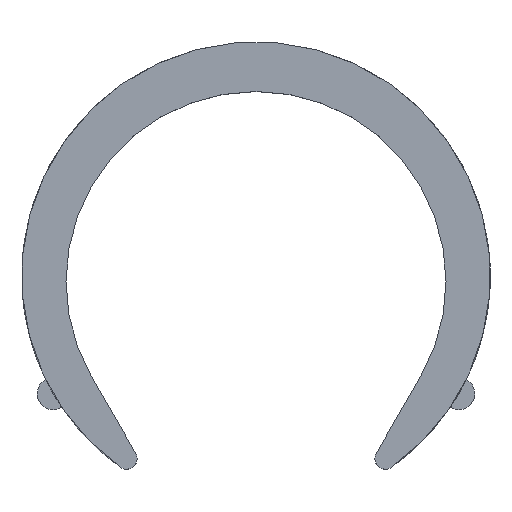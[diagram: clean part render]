
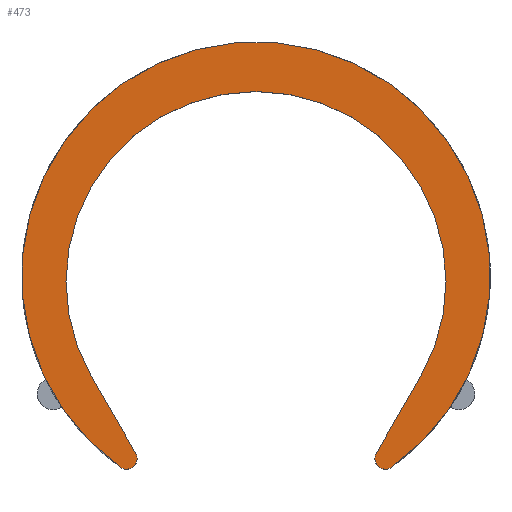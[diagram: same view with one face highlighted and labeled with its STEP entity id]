
A CAD part, top view. The second image highlights one B-rep face of the part: STEP entity #473.
In plain terms, the highlighted planar face has unit normal (0, 0, 1).
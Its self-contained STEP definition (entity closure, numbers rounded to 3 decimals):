
#38=LINE('',#866,#66);
#39=LINE('',#869,#67);
#66=VECTOR('',#708,10.);
#67=VECTOR('',#711,10.);
#104=FACE_OUTER_BOUND('',#130,.T.);
#130=EDGE_LOOP('',(#410,#411,#412,#413,#414,#415));
#151=CIRCLE('',#512,21.95);
#173=CIRCLE('',#542,1.);
#176=CIRCLE('',#548,1.);
#181=CIRCLE('',#555,17.8);
#197=VERTEX_POINT('',#771);
#198=VERTEX_POINT('',#773);
#222=VERTEX_POINT('',#838);
#225=VERTEX_POINT('',#850);
#230=VERTEX_POINT('',#865);
#231=VERTEX_POINT('',#867);
#249=EDGE_CURVE('',#198,#197,#151,.T.);
#283=EDGE_CURVE('',#222,#197,#173,.T.);
#288=EDGE_CURVE('',#198,#225,#176,.T.);
#296=EDGE_CURVE('',#222,#230,#38,.T.);
#297=EDGE_CURVE('',#230,#231,#181,.T.);
#298=EDGE_CURVE('',#231,#225,#39,.T.);
#410=ORIENTED_EDGE('',*,*,#288,.F.);
#411=ORIENTED_EDGE('',*,*,#249,.T.);
#412=ORIENTED_EDGE('',*,*,#283,.F.);
#413=ORIENTED_EDGE('',*,*,#296,.T.);
#414=ORIENTED_EDGE('',*,*,#297,.T.);
#415=ORIENTED_EDGE('',*,*,#298,.T.);
#452=PLANE('',#554);
#473=ADVANCED_FACE('',(#104),#452,.T.);
#512=AXIS2_PLACEMENT_3D('',#774,#605,#606);
#542=AXIS2_PLACEMENT_3D('',#840,#677,#678);
#548=AXIS2_PLACEMENT_3D('',#851,#691,#692);
#554=AXIS2_PLACEMENT_3D('',#864,#706,#707);
#555=AXIS2_PLACEMENT_3D('',#868,#709,#710);
#605=DIRECTION('center_axis',(0.,0.,1.));
#606=DIRECTION('ref_axis',(1.,0.,0.));
#677=DIRECTION('center_axis',(0.,0.,-1.));
#678=DIRECTION('ref_axis',(-0.866,-0.5,0.));
#691=DIRECTION('center_axis',(0.,0.,-1.));
#692=DIRECTION('ref_axis',(0.866,-0.5,0.));
#706=DIRECTION('center_axis',(0.,0.,1.));
#707=DIRECTION('ref_axis',(1.,0.,0.));
#708=DIRECTION('',(-0.5,0.866,0.));
#709=DIRECTION('center_axis',(0.,0.,-1.));
#710=DIRECTION('ref_axis',(1.,0.,0.));
#711=DIRECTION('',(-0.5,-0.866,0.));
#771=CARTESIAN_POINT('',(-12.718,-17.89,3.));
#773=CARTESIAN_POINT('',(12.718,-17.89,3.));
#774=CARTESIAN_POINT('Origin',(0.,0.,3.));
#838=CARTESIAN_POINT('',(-11.273,-16.575,3.));
#840=CARTESIAN_POINT('Origin',(-12.139,-17.075,3.));
#850=CARTESIAN_POINT('',(11.273,-16.575,3.));
#851=CARTESIAN_POINT('Origin',(12.139,-17.075,3.));
#864=CARTESIAN_POINT('Origin',(0.,1.47,3.));
#865=CARTESIAN_POINT('',(-15.415,-9.4,3.));
#866=CARTESIAN_POINT('',(-18.533,-4.,3.));
#867=CARTESIAN_POINT('',(15.415,-9.4,3.));
#868=CARTESIAN_POINT('Origin',(0.,-0.5,3.));
#869=CARTESIAN_POINT('',(18.533,-4.,3.));
